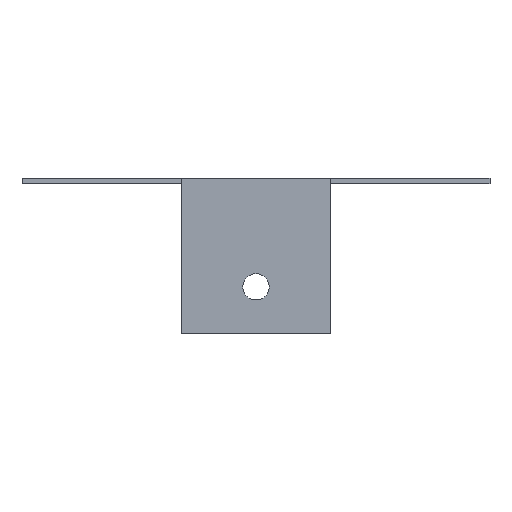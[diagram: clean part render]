
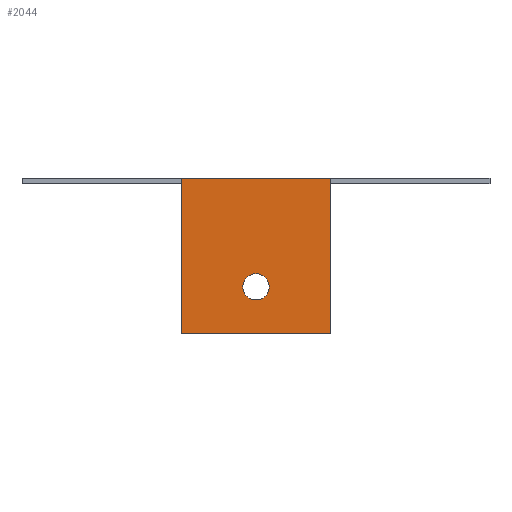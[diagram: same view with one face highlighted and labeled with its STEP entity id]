
A CAD part, front view. The second image highlights one B-rep face of the part: STEP entity #2044.
In plain terms, the highlighted planar face has unit normal (0, -1, 0).
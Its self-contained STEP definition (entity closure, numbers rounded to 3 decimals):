
#72 = PLANE('',#73);
#73 = AXIS2_PLACEMENT_3D('',#74,#75,#76);
#74 = CARTESIAN_POINT('',(-80.,-80.,166.));
#75 = DIRECTION('',(-1.,0.,0.));
#76 = DIRECTION('',(0.,-1.,0.));
#100 = PLANE('',#101);
#101 = AXIS2_PLACEMENT_3D('',#102,#103,#104);
#102 = CARTESIAN_POINT('',(-250.,-100.,0.));
#103 = DIRECTION('',(0.,0.,-1.));
#104 = DIRECTION('',(0.,-1.,0.));
#126 = PLANE('',#127);
#127 = AXIS2_PLACEMENT_3D('',#128,#129,#130);
#128 = CARTESIAN_POINT('',(80.,-80.,166.));
#129 = DIRECTION('',(1.,0.,0.));
#130 = DIRECTION('',(0.,1.,0.));
#157 = CYLINDRICAL_SURFACE('',#158,14.);
#158 = AXIS2_PLACEMENT_3D('',#159,#160,#161);
#159 = CARTESIAN_POINT('',(0.,-106.,50.));
#160 = DIRECTION('',(0.,-1.,0.));
#161 = DIRECTION('',(0.,0.,-1.));
#723 = VERTEX_POINT('',#724);
#724 = CARTESIAN_POINT('',(-80.,-106.,166.));
#738 = PLANE('',#739);
#739 = AXIS2_PLACEMENT_3D('',#740,#741,#742);
#740 = CARTESIAN_POINT('',(-250.,-106.,166.));
#741 = DIRECTION('',(0.,0.,1.));
#742 = DIRECTION('',(0.,1.,0.));
#774 = VERTEX_POINT('',#775);
#775 = CARTESIAN_POINT('',(-80.,-106.,0.));
#796 = EDGE_CURVE('',#723,#774,#797,.T.);
#797 = SURFACE_CURVE('',#798,(#802,#809),.PCURVE_S1.);
#798 = LINE('',#799,#800);
#799 = CARTESIAN_POINT('',(-80.,-106.,83.));
#800 = VECTOR('',#801,1.);
#801 = DIRECTION('',(0.,0.,-1.));
#802 = PCURVE('',#72,#803);
#803 = DEFINITIONAL_REPRESENTATION('',(#804),#808);
#804 = LINE('',#805,#806);
#805 = CARTESIAN_POINT('',(26.,-83.));
#806 = VECTOR('',#807,1.);
#807 = DIRECTION('',(0.,-1.));
#808 = ( GEOMETRIC_REPRESENTATION_CONTEXT(2) 
PARAMETRIC_REPRESENTATION_CONTEXT() REPRESENTATION_CONTEXT('2D SPACE',''
  ) );
#809 = PCURVE('',#810,#815);
#810 = PLANE('',#811);
#811 = AXIS2_PLACEMENT_3D('',#812,#813,#814);
#812 = CARTESIAN_POINT('',(-250.,-106.,0.));
#813 = DIRECTION('',(0.,-1.,0.));
#814 = DIRECTION('',(0.,0.,1.));
#815 = DEFINITIONAL_REPRESENTATION('',(#816),#820);
#816 = LINE('',#817,#818);
#817 = CARTESIAN_POINT('',(83.,-170.));
#818 = VECTOR('',#819,1.);
#819 = DIRECTION('',(-1.,0.));
#820 = ( GEOMETRIC_REPRESENTATION_CONTEXT(2) 
PARAMETRIC_REPRESENTATION_CONTEXT() REPRESENTATION_CONTEXT('2D SPACE',''
  ) );
#828 = VERTEX_POINT('',#829);
#829 = CARTESIAN_POINT('',(80.,-106.,166.));
#874 = VERTEX_POINT('',#875);
#875 = CARTESIAN_POINT('',(80.,-106.,0.));
#896 = EDGE_CURVE('',#828,#874,#897,.T.);
#897 = SURFACE_CURVE('',#898,(#902,#909),.PCURVE_S1.);
#898 = LINE('',#899,#900);
#899 = CARTESIAN_POINT('',(80.,-106.,83.));
#900 = VECTOR('',#901,1.);
#901 = DIRECTION('',(0.,0.,-1.));
#902 = PCURVE('',#126,#903);
#903 = DEFINITIONAL_REPRESENTATION('',(#904),#908);
#904 = LINE('',#905,#906);
#905 = CARTESIAN_POINT('',(-26.,-83.));
#906 = VECTOR('',#907,1.);
#907 = DIRECTION('',(0.,-1.));
#908 = ( GEOMETRIC_REPRESENTATION_CONTEXT(2) 
PARAMETRIC_REPRESENTATION_CONTEXT() REPRESENTATION_CONTEXT('2D SPACE',''
  ) );
#909 = PCURVE('',#810,#910);
#910 = DEFINITIONAL_REPRESENTATION('',(#911),#915);
#911 = LINE('',#912,#913);
#912 = CARTESIAN_POINT('',(83.,-330.));
#913 = VECTOR('',#914,1.);
#914 = DIRECTION('',(-1.,0.));
#915 = ( GEOMETRIC_REPRESENTATION_CONTEXT(2) 
PARAMETRIC_REPRESENTATION_CONTEXT() REPRESENTATION_CONTEXT('2D SPACE',''
  ) );
#920 = EDGE_CURVE('',#774,#874,#921,.T.);
#921 = SURFACE_CURVE('',#922,(#926,#933),.PCURVE_S1.);
#922 = LINE('',#923,#924);
#923 = CARTESIAN_POINT('',(-250.,-106.,0.));
#924 = VECTOR('',#925,1.);
#925 = DIRECTION('',(1.,0.,0.));
#926 = PCURVE('',#100,#927);
#927 = DEFINITIONAL_REPRESENTATION('',(#928),#932);
#928 = LINE('',#929,#930);
#929 = CARTESIAN_POINT('',(6.,0.));
#930 = VECTOR('',#931,1.);
#931 = DIRECTION('',(0.,-1.));
#932 = ( GEOMETRIC_REPRESENTATION_CONTEXT(2) 
PARAMETRIC_REPRESENTATION_CONTEXT() REPRESENTATION_CONTEXT('2D SPACE',''
  ) );
#933 = PCURVE('',#810,#934);
#934 = DEFINITIONAL_REPRESENTATION('',(#935),#939);
#935 = LINE('',#936,#937);
#936 = CARTESIAN_POINT('',(0.,0.));
#937 = VECTOR('',#938,1.);
#938 = DIRECTION('',(0.,-1.));
#939 = ( GEOMETRIC_REPRESENTATION_CONTEXT(2) 
PARAMETRIC_REPRESENTATION_CONTEXT() REPRESENTATION_CONTEXT('2D SPACE',''
  ) );
#947 = EDGE_CURVE('',#948,#948,#950,.T.);
#948 = VERTEX_POINT('',#949);
#949 = CARTESIAN_POINT('',(0.,-106.,36.));
#950 = SURFACE_CURVE('',#951,(#956,#963),.PCURVE_S1.);
#951 = CIRCLE('',#952,14.);
#952 = AXIS2_PLACEMENT_3D('',#953,#954,#955);
#953 = CARTESIAN_POINT('',(0.,-106.,50.));
#954 = DIRECTION('',(0.,-1.,0.));
#955 = DIRECTION('',(0.,0.,-1.));
#956 = PCURVE('',#157,#957);
#957 = DEFINITIONAL_REPRESENTATION('',(#958),#962);
#958 = LINE('',#959,#960);
#959 = CARTESIAN_POINT('',(0.,0.));
#960 = VECTOR('',#961,1.);
#961 = DIRECTION('',(1.,0.));
#962 = ( GEOMETRIC_REPRESENTATION_CONTEXT(2) 
PARAMETRIC_REPRESENTATION_CONTEXT() REPRESENTATION_CONTEXT('2D SPACE',''
  ) );
#963 = PCURVE('',#810,#964);
#964 = DEFINITIONAL_REPRESENTATION('',(#965),#969);
#965 = CIRCLE('',#966,14.);
#966 = AXIS2_PLACEMENT_2D('',#967,#968);
#967 = CARTESIAN_POINT('',(50.,-250.));
#968 = DIRECTION('',(-1.,0.));
#969 = ( GEOMETRIC_REPRESENTATION_CONTEXT(2) 
PARAMETRIC_REPRESENTATION_CONTEXT() REPRESENTATION_CONTEXT('2D SPACE',''
  ) );
#1971 = EDGE_CURVE('',#723,#828,#1972,.T.);
#1972 = SURFACE_CURVE('',#1973,(#1977,#1984),.PCURVE_S1.);
#1973 = LINE('',#1974,#1975);
#1974 = CARTESIAN_POINT('',(-250.,-106.,166.));
#1975 = VECTOR('',#1976,1.);
#1976 = DIRECTION('',(1.,0.,0.));
#1977 = PCURVE('',#738,#1978);
#1978 = DEFINITIONAL_REPRESENTATION('',(#1979),#1983);
#1979 = LINE('',#1980,#1981);
#1980 = CARTESIAN_POINT('',(0.,0.));
#1981 = VECTOR('',#1982,1.);
#1982 = DIRECTION('',(0.,-1.));
#1983 = ( GEOMETRIC_REPRESENTATION_CONTEXT(2) 
PARAMETRIC_REPRESENTATION_CONTEXT() REPRESENTATION_CONTEXT('2D SPACE',''
  ) );
#1984 = PCURVE('',#810,#1985);
#1985 = DEFINITIONAL_REPRESENTATION('',(#1986),#1990);
#1986 = LINE('',#1987,#1988);
#1987 = CARTESIAN_POINT('',(166.,0.));
#1988 = VECTOR('',#1989,1.);
#1989 = DIRECTION('',(0.,-1.));
#1990 = ( GEOMETRIC_REPRESENTATION_CONTEXT(2) 
PARAMETRIC_REPRESENTATION_CONTEXT() REPRESENTATION_CONTEXT('2D SPACE',''
  ) );
#2044 = ADVANCED_FACE('',(#2045,#2051),#810,.T.);
#2045 = FACE_BOUND('',#2046,.T.);
#2046 = EDGE_LOOP('',(#2047,#2048,#2049,#2050));
#2047 = ORIENTED_EDGE('',*,*,#1971,.F.);
#2048 = ORIENTED_EDGE('',*,*,#796,.T.);
#2049 = ORIENTED_EDGE('',*,*,#920,.T.);
#2050 = ORIENTED_EDGE('',*,*,#896,.F.);
#2051 = FACE_BOUND('',#2052,.T.);
#2052 = EDGE_LOOP('',(#2053));
#2053 = ORIENTED_EDGE('',*,*,#947,.F.);
